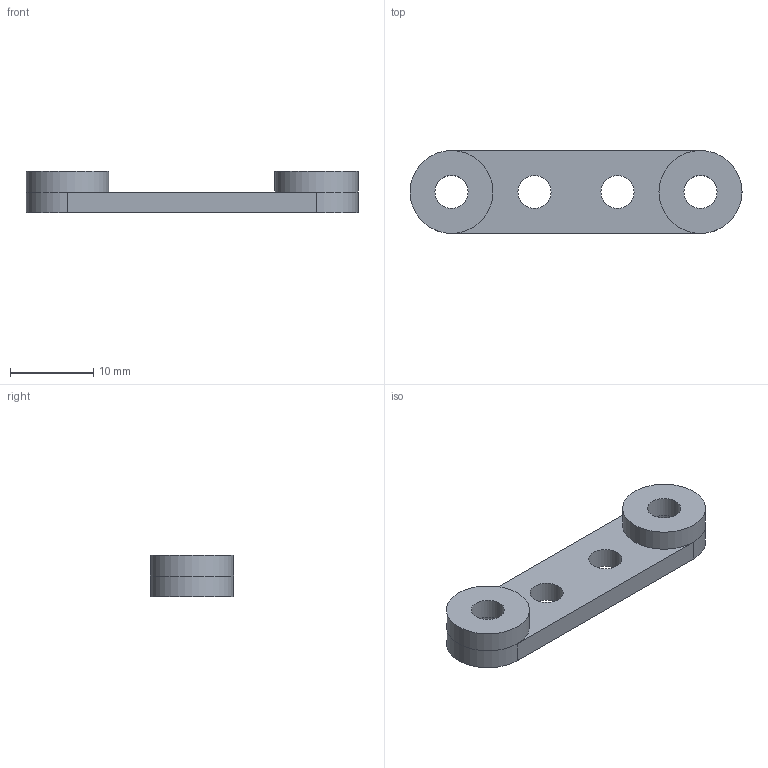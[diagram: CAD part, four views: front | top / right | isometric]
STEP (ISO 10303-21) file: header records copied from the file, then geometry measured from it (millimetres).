
FILE_DESCRIPTION(('Open CASCADE Model'),'2;1');
FILE_NAME('Open CASCADE Shape Model','2025-01-03T15:53:37',('Author'),( 'Open CASCADE'),'Open CASCADE STEP processor 7.7','Open CASCADE 7.7' ,'Unknown');
FILE_SCHEMA(('AUTOMOTIVE_DESIGN { 1 0 10303 214 1 1 1 1 }'));
Length unit declared in the file: millimetre
Products named in the file (1): Open CASCADE STEP translator 7.7 27
Bounding box: 40 x 10 x 5 mm (x, y, z)
Volume: 1150.6 mm3; surface area: 1230.7 mm2
Topology: 1 solids, 1 shells, 19 faces, 40 edges, 23 vertices
Faces by surface type: cylinder 11, plane 8
Full cylindrical faces by diameter (mm): 4 x6, 10 x2
Entity records: 1055 total; most frequent: DIRECTION 183, CARTESIAN_POINT 163, ORIENTED_EDGE 80, PCURVE 80, DEFINITIONAL_REPRESENTATION 80, LINE 77, VECTOR 77, AXIS2_PLACEMENT_3D 43
